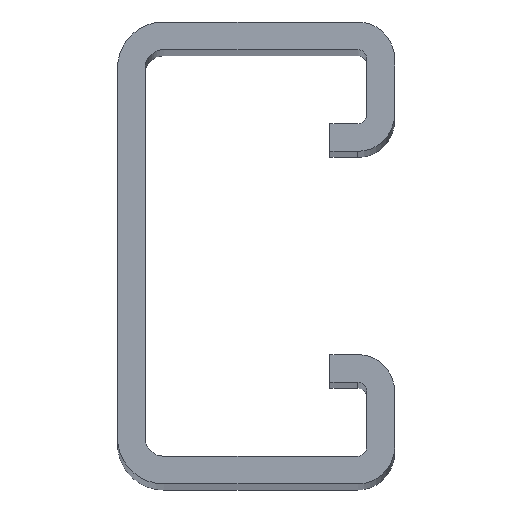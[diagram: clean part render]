
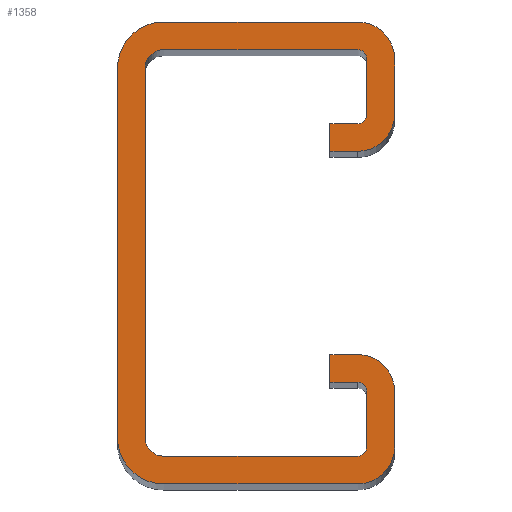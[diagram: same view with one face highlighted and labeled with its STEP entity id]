
A CAD part, top view. The second image highlights one B-rep face of the part: STEP entity #1358.
In plain terms, the highlighted planar face has unit normal (0, 0, 1).
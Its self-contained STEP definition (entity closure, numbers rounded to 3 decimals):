
#169=DIRECTION('',(0.,1.,0.));
#170=VECTOR('',#169,40.);
#171=CARTESIAN_POINT('',(0.,-20.,380.));
#172=LINE('',#171,#170);
#279=DIRECTION('',(-1.,0.,0.));
#280=VECTOR('',#279,21.);
#281=CARTESIAN_POINT('',(26.,-25.,380.));
#282=LINE('',#281,#280);
#291=DIRECTION('',(0.,-1.,0.));
#292=VECTOR('',#291,6.);
#293=CARTESIAN_POINT('',(27.,-15.,380.));
#294=LINE('',#293,#292);
#295=CARTESIAN_POINT('',(26.,-15.,380.));
#296=DIRECTION('',(0.,0.,-1.));
#297=DIRECTION('',(0.,1.,0.));
#298=AXIS2_PLACEMENT_3D('',#295,#296,#297);
#300=DIRECTION('',(1.,0.,0.));
#301=VECTOR('',#300,3.);
#302=CARTESIAN_POINT('',(23.,-14.,380.));
#303=LINE('',#302,#301);
#304=DIRECTION('',(0.,-1.,0.));
#305=VECTOR('',#304,3.);
#306=CARTESIAN_POINT('',(23.,-11.,380.));
#307=LINE('',#306,#305);
#308=CARTESIAN_POINT('',(26.,-15.,380.));
#309=DIRECTION('',(0.,0.,1.));
#310=DIRECTION('',(1.,0.,0.));
#311=AXIS2_PLACEMENT_3D('',#308,#309,#310);
#313=CARTESIAN_POINT('',(26.,-21.,380.));
#314=DIRECTION('',(0.,0.,1.));
#315=DIRECTION('',(0.,-1.,0.));
#316=AXIS2_PLACEMENT_3D('',#313,#314,#315);
#318=CARTESIAN_POINT('',(5.,-20.,380.));
#319=DIRECTION('',(0.,0.,1.));
#320=DIRECTION('',(-1.,0.,0.));
#321=AXIS2_PLACEMENT_3D('',#318,#319,#320);
#323=CARTESIAN_POINT('',(5.,20.,380.));
#324=DIRECTION('',(0.,0.,1.));
#325=DIRECTION('',(0.,1.,0.));
#326=AXIS2_PLACEMENT_3D('',#323,#324,#325);
#328=CARTESIAN_POINT('',(26.,21.,380.));
#329=DIRECTION('',(0.,0.,1.));
#330=DIRECTION('',(1.,0.,0.));
#331=AXIS2_PLACEMENT_3D('',#328,#329,#330);
#333=CARTESIAN_POINT('',(26.,15.,380.));
#334=DIRECTION('',(0.,0.,1.));
#335=DIRECTION('',(0.,-1.,0.));
#336=AXIS2_PLACEMENT_3D('',#333,#334,#335);
#338=DIRECTION('',(0.,-1.,0.));
#339=VECTOR('',#338,3.);
#340=CARTESIAN_POINT('',(23.,14.,380.));
#341=LINE('',#340,#339);
#342=DIRECTION('',(-1.,0.,0.));
#343=VECTOR('',#342,3.);
#344=CARTESIAN_POINT('',(26.,14.,380.));
#345=LINE('',#344,#343);
#346=CARTESIAN_POINT('',(26.,15.,380.));
#347=DIRECTION('',(0.,0.,-1.));
#348=DIRECTION('',(1.,0.,0.));
#349=AXIS2_PLACEMENT_3D('',#346,#347,#348);
#351=DIRECTION('',(0.,-1.,0.));
#352=VECTOR('',#351,6.);
#353=CARTESIAN_POINT('',(27.,21.,380.));
#354=LINE('',#353,#352);
#355=CARTESIAN_POINT('',(26.,21.,380.));
#356=DIRECTION('',(0.,0.,-1.));
#357=DIRECTION('',(0.,1.,0.));
#358=AXIS2_PLACEMENT_3D('',#355,#356,#357);
#360=DIRECTION('',(1.,0.,0.));
#361=VECTOR('',#360,21.);
#362=CARTESIAN_POINT('',(5.,22.,380.));
#363=LINE('',#362,#361);
#364=CARTESIAN_POINT('',(5.,20.,380.));
#365=DIRECTION('',(0.,0.,-1.));
#366=DIRECTION('',(-1.,0.,0.));
#367=AXIS2_PLACEMENT_3D('',#364,#365,#366);
#369=DIRECTION('',(0.,1.,0.));
#370=VECTOR('',#369,40.);
#371=CARTESIAN_POINT('',(3.,-20.,380.));
#372=LINE('',#371,#370);
#373=CARTESIAN_POINT('',(5.,-20.,380.));
#374=DIRECTION('',(0.,0.,-1.));
#375=DIRECTION('',(0.,-1.,0.));
#376=AXIS2_PLACEMENT_3D('',#373,#374,#375);
#378=DIRECTION('',(-1.,0.,0.));
#379=VECTOR('',#378,21.);
#380=CARTESIAN_POINT('',(26.,-22.,380.));
#381=LINE('',#380,#379);
#382=CARTESIAN_POINT('',(26.,-21.,380.));
#383=DIRECTION('',(0.,0.,-1.));
#384=DIRECTION('',(1.,0.,0.));
#385=AXIS2_PLACEMENT_3D('',#382,#383,#384);
#395=DIRECTION('',(0.,-1.,0.));
#396=VECTOR('',#395,6.);
#397=CARTESIAN_POINT('',(30.,-15.,380.));
#398=LINE('',#397,#396);
#475=DIRECTION('',(1.,0.,0.));
#476=VECTOR('',#475,3.);
#477=CARTESIAN_POINT('',(23.,-11.,380.));
#478=LINE('',#477,#476);
#545=DIRECTION('',(1.,0.,0.));
#546=VECTOR('',#545,21.);
#547=CARTESIAN_POINT('',(5.,25.,380.));
#548=LINE('',#547,#546);
#591=DIRECTION('',(0.,-1.,0.));
#592=VECTOR('',#591,6.);
#593=CARTESIAN_POINT('',(30.,21.,380.));
#594=LINE('',#593,#592);
#649=DIRECTION('',(-1.,0.,0.));
#650=VECTOR('',#649,3.);
#651=CARTESIAN_POINT('',(26.,11.,380.));
#652=LINE('',#651,#650);
#753=CARTESIAN_POINT('',(23.,-11.,380.));
#754=CARTESIAN_POINT('',(26.,-11.,380.));
#755=VERTEX_POINT('',#753);
#756=VERTEX_POINT('',#754);
#757=CARTESIAN_POINT('',(23.,-14.,380.));
#758=VERTEX_POINT('',#757);
#759=CARTESIAN_POINT('',(0.,-20.,380.));
#760=CARTESIAN_POINT('',(5.,-25.,380.));
#761=VERTEX_POINT('',#759);
#762=VERTEX_POINT('',#760);
#763=CARTESIAN_POINT('',(27.,15.,380.));
#764=CARTESIAN_POINT('',(26.,14.,380.));
#765=VERTEX_POINT('',#763);
#766=VERTEX_POINT('',#764);
#767=CARTESIAN_POINT('',(3.,20.,380.));
#768=CARTESIAN_POINT('',(5.,22.,380.));
#769=VERTEX_POINT('',#767);
#770=VERTEX_POINT('',#768);
#771=CARTESIAN_POINT('',(3.,-20.,380.));
#772=VERTEX_POINT('',#771);
#773=CARTESIAN_POINT('',(0.,20.,380.));
#774=VERTEX_POINT('',#773);
#775=CARTESIAN_POINT('',(26.,11.,380.));
#776=CARTESIAN_POINT('',(23.,11.,380.));
#777=VERTEX_POINT('',#775);
#778=VERTEX_POINT('',#776);
#779=CARTESIAN_POINT('',(23.,14.,380.));
#780=VERTEX_POINT('',#779);
#781=CARTESIAN_POINT('',(30.,21.,380.));
#782=CARTESIAN_POINT('',(26.,25.,380.));
#783=VERTEX_POINT('',#781);
#784=VERTEX_POINT('',#782);
#785=CARTESIAN_POINT('',(26.,22.,380.));
#786=CARTESIAN_POINT('',(27.,21.,380.));
#787=VERTEX_POINT('',#785);
#788=VERTEX_POINT('',#786);
#789=CARTESIAN_POINT('',(30.,15.,380.));
#790=VERTEX_POINT('',#789);
#791=CARTESIAN_POINT('',(5.,25.,380.));
#792=VERTEX_POINT('',#791);
#793=CARTESIAN_POINT('',(26.,-14.,380.));
#794=VERTEX_POINT('',#793);
#795=CARTESIAN_POINT('',(26.,-25.,380.));
#796=CARTESIAN_POINT('',(30.,-21.,380.));
#797=VERTEX_POINT('',#795);
#798=VERTEX_POINT('',#796);
#799=CARTESIAN_POINT('',(5.,-22.,380.));
#800=VERTEX_POINT('',#799);
#801=CARTESIAN_POINT('',(27.,-21.,380.));
#802=CARTESIAN_POINT('',(26.,-22.,380.));
#803=VERTEX_POINT('',#801);
#804=VERTEX_POINT('',#802);
#805=CARTESIAN_POINT('',(30.,-15.,380.));
#806=VERTEX_POINT('',#805);
#807=CARTESIAN_POINT('',(27.,-15.,380.));
#808=VERTEX_POINT('',#807);
#1299=CARTESIAN_POINT('',(26.,22.,380.));
#1300=DIRECTION('',(0.,0.,1.));
#1301=DIRECTION('',(1.,0.,0.));
#1302=AXIS2_PLACEMENT_3D('',#1299,#1300,#1301);
#1303=PLANE('',#1302);
#1305=ORIENTED_EDGE('',*,*,#1304,.F.);
#1307=ORIENTED_EDGE('',*,*,#1306,.F.);
#1309=ORIENTED_EDGE('',*,*,#1308,.F.);
#1311=ORIENTED_EDGE('',*,*,#1310,.F.);
#1313=ORIENTED_EDGE('',*,*,#1312,.T.);
#1315=ORIENTED_EDGE('',*,*,#1314,.F.);
#1317=ORIENTED_EDGE('',*,*,#1316,.T.);
#1319=ORIENTED_EDGE('',*,*,#1318,.F.);
#1320=ORIENTED_EDGE('',*,*,#1279,.T.);
#1321=ORIENTED_EDGE('',*,*,#1293,.F.);
#1322=ORIENTED_EDGE('',*,*,#1061,.T.);
#1324=ORIENTED_EDGE('',*,*,#1323,.F.);
#1326=ORIENTED_EDGE('',*,*,#1325,.T.);
#1328=ORIENTED_EDGE('',*,*,#1327,.F.);
#1330=ORIENTED_EDGE('',*,*,#1329,.T.);
#1332=ORIENTED_EDGE('',*,*,#1331,.F.);
#1334=ORIENTED_EDGE('',*,*,#1333,.T.);
#1336=ORIENTED_EDGE('',*,*,#1335,.F.);
#1338=ORIENTED_EDGE('',*,*,#1337,.F.);
#1340=ORIENTED_EDGE('',*,*,#1339,.F.);
#1342=ORIENTED_EDGE('',*,*,#1341,.F.);
#1344=ORIENTED_EDGE('',*,*,#1343,.F.);
#1346=ORIENTED_EDGE('',*,*,#1345,.F.);
#1348=ORIENTED_EDGE('',*,*,#1347,.F.);
#1349=ORIENTED_EDGE('',*,*,#930,.F.);
#1351=ORIENTED_EDGE('',*,*,#1350,.F.);
#1353=ORIENTED_EDGE('',*,*,#1352,.F.);
#1355=ORIENTED_EDGE('',*,*,#1354,.F.);
#1356=EDGE_LOOP('',(#1305,#1307,#1309,#1311,#1313,#1315,#1317,#1319,#1320,#1321,
#1322,#1324,#1326,#1328,#1330,#1332,#1334,#1336,#1338,#1340,#1342,#1344,#1346,
#1348,#1349,#1351,#1353,#1355));
#1357=FACE_OUTER_BOUND('',#1356,.F.);
#1358=ADVANCED_FACE('',(#1357),#1303,.T.);
#299=CIRCLE('',#298,1.);
#312=CIRCLE('',#311,4.);
#317=CIRCLE('',#316,4.);
#322=CIRCLE('',#321,5.);
#327=CIRCLE('',#326,5.);
#332=CIRCLE('',#331,4.);
#337=CIRCLE('',#336,4.);
#350=CIRCLE('',#349,1.);
#359=CIRCLE('',#358,1.);
#368=CIRCLE('',#367,2.);
#377=CIRCLE('',#376,2.);
#386=CIRCLE('',#385,1.);
#930=EDGE_CURVE('',#772,#769,#372,.T.);
#1061=EDGE_CURVE('',#761,#774,#172,.T.);
#1279=EDGE_CURVE('',#797,#762,#282,.T.);
#1293=EDGE_CURVE('',#761,#762,#322,.T.);
#1304=EDGE_CURVE('',#808,#803,#294,.T.);
#1306=EDGE_CURVE('',#794,#808,#299,.T.);
#1308=EDGE_CURVE('',#758,#794,#303,.T.);
#1310=EDGE_CURVE('',#755,#758,#307,.T.);
#1312=EDGE_CURVE('',#755,#756,#478,.T.);
#1314=EDGE_CURVE('',#806,#756,#312,.T.);
#1316=EDGE_CURVE('',#806,#798,#398,.T.);
#1318=EDGE_CURVE('',#797,#798,#317,.T.);
#1323=EDGE_CURVE('',#792,#774,#327,.T.);
#1325=EDGE_CURVE('',#792,#784,#548,.T.);
#1327=EDGE_CURVE('',#783,#784,#332,.T.);
#1329=EDGE_CURVE('',#783,#790,#594,.T.);
#1331=EDGE_CURVE('',#777,#790,#337,.T.);
#1333=EDGE_CURVE('',#777,#778,#652,.T.);
#1335=EDGE_CURVE('',#780,#778,#341,.T.);
#1337=EDGE_CURVE('',#766,#780,#345,.T.);
#1339=EDGE_CURVE('',#765,#766,#350,.T.);
#1341=EDGE_CURVE('',#788,#765,#354,.T.);
#1343=EDGE_CURVE('',#787,#788,#359,.T.);
#1345=EDGE_CURVE('',#770,#787,#363,.T.);
#1347=EDGE_CURVE('',#769,#770,#368,.T.);
#1350=EDGE_CURVE('',#800,#772,#377,.T.);
#1352=EDGE_CURVE('',#804,#800,#381,.T.);
#1354=EDGE_CURVE('',#803,#804,#386,.T.);
